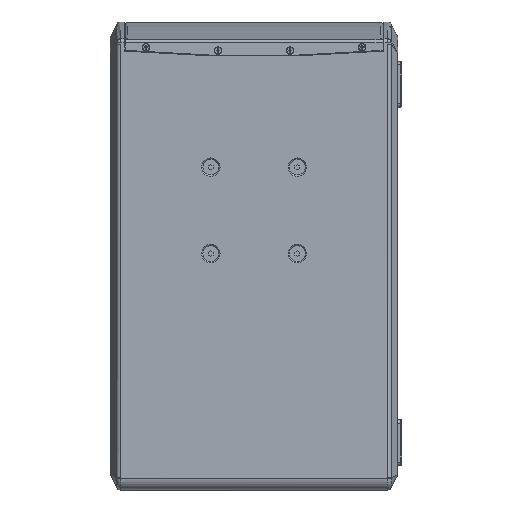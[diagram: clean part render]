
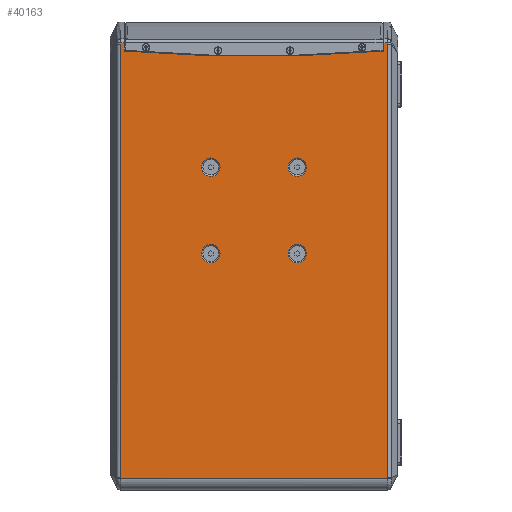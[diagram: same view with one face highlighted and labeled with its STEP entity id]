
A CAD part, left-side view. The second image highlights one B-rep face of the part: STEP entity #40163.
In plain terms, the highlighted planar face has unit normal (-1, 0, 0).
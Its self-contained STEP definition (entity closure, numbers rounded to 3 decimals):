
#695=FACE_BOUND('',#6870,.T.);
#696=FACE_BOUND('',#6871,.T.);
#697=FACE_BOUND('',#6872,.T.);
#698=FACE_BOUND('',#6873,.T.);
#2001=PLANE('',#43571);
#4444=FACE_OUTER_BOUND('',#6869,.T.);
#6869=EDGE_LOOP('',(#35264,#35265,#35266,#35267,#35268,#35269,#35270,#35271,
#35272,#35273,#35274,#35275));
#6870=EDGE_LOOP('',(#35276));
#6871=EDGE_LOOP('',(#35277));
#6872=EDGE_LOOP('',(#35278));
#6873=EDGE_LOOP('',(#35279));
#7944=B_SPLINE_CURVE_WITH_KNOTS('',3,(#70994,#70995,#70996,#70997,#70998,
#70999,#71000,#71001,#71002,#71003,#71004,#71005,#71006,#71007),
 .UNSPECIFIED.,.F.,.F.,(4,2,2,2,2,2,4),(0.089,0.129,
0.169,0.241,0.307,0.307,
0.307),.UNSPECIFIED.);
#7945=B_SPLINE_CURVE_WITH_KNOTS('',3,(#71011,#71012,#71013,#71014),
 .UNSPECIFIED.,.F.,.F.,(4,4),(-0.3,-0.216),
 .UNSPECIFIED.);
#7946=B_SPLINE_CURVE_WITH_KNOTS('',3,(#71018,#71019,#71020,#71021),
 .UNSPECIFIED.,.F.,.F.,(4,4),(-0.084,0.),.UNSPECIFIED.);
#7947=B_SPLINE_CURVE_WITH_KNOTS('',3,(#71025,#71026,#71027,#71028,#71029,
#71030,#71031,#71032,#71033,#71034,#71035,#71036,#71037,#71038),
 .UNSPECIFIED.,.F.,.F.,(4,2,2,2,2,2,4),(0.271,0.271,
0.271,0.337,0.409,0.448,0.488),
 .UNSPECIFIED.);
#8237=LINE('',#56656,#11742);
#8243=LINE('',#56680,#11748);
#10804=LINE('',#70992,#14309);
#10805=LINE('',#71009,#14310);
#10806=LINE('',#71016,#14311);
#10807=LINE('',#71023,#14312);
#10808=LINE('',#71039,#14313);
#11742=VECTOR('',#44842,10.);
#11748=VECTOR('',#44862,10.);
#14309=VECTOR('',#52739,10.);
#14310=VECTOR('',#52740,10.);
#14311=VECTOR('',#52741,10.);
#14312=VECTOR('',#52742,10.);
#14313=VECTOR('',#52743,10.);
#16195=CIRCLE('',#43552,11.75);
#16196=CIRCLE('',#43554,11.75);
#16197=CIRCLE('',#43556,11.75);
#16198=CIRCLE('',#43558,11.75);
#16203=CIRCLE('',#43568,2000.);
#16690=VERTEX_POINT('',#56653);
#16691=VERTEX_POINT('',#56655);
#16701=VERTEX_POINT('',#56677);
#16702=VERTEX_POINT('',#56679);
#19493=VERTEX_POINT('',#70955);
#19494=VERTEX_POINT('',#70959);
#19495=VERTEX_POINT('',#70963);
#19496=VERTEX_POINT('',#70967);
#19501=VERTEX_POINT('',#70991);
#19502=VERTEX_POINT('',#70993);
#19503=VERTEX_POINT('',#71008);
#19504=VERTEX_POINT('',#71010);
#19505=VERTEX_POINT('',#71015);
#19506=VERTEX_POINT('',#71017);
#19507=VERTEX_POINT('',#71022);
#19508=VERTEX_POINT('',#71024);
#20624=EDGE_CURVE('',#16691,#16690,#8237,.T.);
#20636=EDGE_CURVE('',#16702,#16701,#8243,.T.);
#24922=EDGE_CURVE('',#19493,#19493,#16195,.T.);
#24924=EDGE_CURVE('',#19494,#19494,#16196,.T.);
#24926=EDGE_CURVE('',#19495,#19495,#16197,.T.);
#24928=EDGE_CURVE('',#19496,#19496,#16198,.T.);
#24938=EDGE_CURVE('',#16690,#16702,#16203,.T.);
#24940=EDGE_CURVE('',#19501,#16701,#10804,.T.);
#24941=EDGE_CURVE('',#19502,#19501,#7944,.T.);
#24942=EDGE_CURVE('',#19503,#19502,#10805,.T.);
#24943=EDGE_CURVE('',#19504,#19503,#7945,.T.);
#24944=EDGE_CURVE('',#19505,#19504,#10806,.T.);
#24945=EDGE_CURVE('',#19506,#19505,#7946,.T.);
#24946=EDGE_CURVE('',#19507,#19506,#10807,.T.);
#24947=EDGE_CURVE('',#19508,#19507,#7947,.T.);
#24948=EDGE_CURVE('',#16691,#19508,#10808,.T.);
#35264=ORIENTED_EDGE('',*,*,#20624,.T.);
#35265=ORIENTED_EDGE('',*,*,#24938,.T.);
#35266=ORIENTED_EDGE('',*,*,#20636,.T.);
#35267=ORIENTED_EDGE('',*,*,#24940,.F.);
#35268=ORIENTED_EDGE('',*,*,#24941,.F.);
#35269=ORIENTED_EDGE('',*,*,#24942,.F.);
#35270=ORIENTED_EDGE('',*,*,#24943,.F.);
#35271=ORIENTED_EDGE('',*,*,#24944,.F.);
#35272=ORIENTED_EDGE('',*,*,#24945,.F.);
#35273=ORIENTED_EDGE('',*,*,#24946,.F.);
#35274=ORIENTED_EDGE('',*,*,#24947,.F.);
#35275=ORIENTED_EDGE('',*,*,#24948,.F.);
#35276=ORIENTED_EDGE('',*,*,#24922,.T.);
#35277=ORIENTED_EDGE('',*,*,#24924,.T.);
#35278=ORIENTED_EDGE('',*,*,#24926,.T.);
#35279=ORIENTED_EDGE('',*,*,#24928,.T.);
#40163=ADVANCED_FACE('',(#4444,#695,#696,#697,#698),#2001,.T.);
#43552=AXIS2_PLACEMENT_3D('',#70956,#52691,#52692);
#43554=AXIS2_PLACEMENT_3D('',#70960,#52696,#52697);
#43556=AXIS2_PLACEMENT_3D('',#70964,#52701,#52702);
#43558=AXIS2_PLACEMENT_3D('',#70968,#52706,#52707);
#43568=AXIS2_PLACEMENT_3D('',#70987,#52731,#52732);
#43571=AXIS2_PLACEMENT_3D('',#70990,#52737,#52738);
#44842=DIRECTION('',(0.,0.,-1.));
#44862=DIRECTION('',(0.,0.,1.));
#52691=DIRECTION('center_axis',(1.,0.,0.));
#52692=DIRECTION('ref_axis',(0.,0.,-1.));
#52696=DIRECTION('center_axis',(1.,0.,0.));
#52697=DIRECTION('ref_axis',(0.,0.,-1.));
#52701=DIRECTION('center_axis',(1.,0.,0.));
#52702=DIRECTION('ref_axis',(0.,0.,-1.));
#52706=DIRECTION('center_axis',(1.,0.,0.));
#52707=DIRECTION('ref_axis',(0.,0.,-1.));
#52731=DIRECTION('center_axis',(1.,0.,0.));
#52732=DIRECTION('ref_axis',(0.,-0.083,-0.997));
#52737=DIRECTION('center_axis',(-1.,0.,0.));
#52738=DIRECTION('ref_axis',(0.,-1.,0.));
#52739=DIRECTION('',(0.,-1.,0.));
#52740=DIRECTION('',(0.,0.,1.));
#52741=DIRECTION('',(0.,1.,0.));
#52742=DIRECTION('',(0.,0.,-1.));
#52743=DIRECTION('',(0.,-1.,0.));
#56653=CARTESIAN_POINT('',(-304.,-165.,260.5));
#56655=CARTESIAN_POINT('',(-304.,-165.,271.17));
#56656=CARTESIAN_POINT('',(-304.,-165.,148.75));
#56677=CARTESIAN_POINT('',(-304.,165.,271.17));
#56679=CARTESIAN_POINT('',(-304.,165.,260.5));
#56680=CARTESIAN_POINT('',(-304.,165.,148.75));
#70955=CARTESIAN_POINT('',(-304.,-55.,124.75));
#70956=CARTESIAN_POINT('Origin',(-304.,-55.,113.));
#70959=CARTESIAN_POINT('',(-304.,55.,124.75));
#70960=CARTESIAN_POINT('Origin',(-304.,55.,113.));
#70963=CARTESIAN_POINT('',(-304.,55.,14.75));
#70964=CARTESIAN_POINT('Origin',(-304.,55.,3.));
#70967=CARTESIAN_POINT('',(-304.,-55.,14.75));
#70968=CARTESIAN_POINT('Origin',(-304.,-55.,3.));
#70987=CARTESIAN_POINT('Origin',(-304.,0.,2253.682));
#70990=CARTESIAN_POINT('Origin',(-304.,183.,0.));
#70991=CARTESIAN_POINT('',(-304.,169.563,271.17));
#70992=CARTESIAN_POINT('',(-304.,183.,271.17));
#70993=CARTESIAN_POINT('',(-304.,169.91,269.021));
#70994=CARTESIAN_POINT('Ctrl Pts',(-304.,169.91,269.021));
#70995=CARTESIAN_POINT('Ctrl Pts',(-304.,169.894,269.154));
#70996=CARTESIAN_POINT('Ctrl Pts',(-304.,169.878,269.287));
#70997=CARTESIAN_POINT('Ctrl Pts',(-304.,169.845,269.55));
#70998=CARTESIAN_POINT('Ctrl Pts',(-304.,169.828,269.68));
#70999=CARTESIAN_POINT('Ctrl Pts',(-304.,169.776,270.047));
#71000=CARTESIAN_POINT('Ctrl Pts',(-304.,169.739,270.284));
#71001=CARTESIAN_POINT('Ctrl Pts',(-304.,169.657,270.737));
#71002=CARTESIAN_POINT('Ctrl Pts',(-304.,169.613,270.953));
#71003=CARTESIAN_POINT('Ctrl Pts',(-304.,169.563,271.168));
#71004=CARTESIAN_POINT('Ctrl Pts',(-304.,169.563,271.169));
#71005=CARTESIAN_POINT('Ctrl Pts',(-304.,169.563,271.17));
#71006=CARTESIAN_POINT('Ctrl Pts',(-304.,169.563,271.17));
#71007=CARTESIAN_POINT('Ctrl Pts',(-304.,169.563,271.17));
#71008=CARTESIAN_POINT('',(-304.,169.91,-281.66));
#71009=CARTESIAN_POINT('',(-304.,169.91,135.585));
#71010=CARTESIAN_POINT('',(-304.,169.853,-282.5));
#71011=CARTESIAN_POINT('Ctrl Pts',(-304.,169.853,-282.5));
#71012=CARTESIAN_POINT('Ctrl Pts',(-304.,169.874,-282.22));
#71013=CARTESIAN_POINT('Ctrl Pts',(-304.,169.892,-281.94));
#71014=CARTESIAN_POINT('Ctrl Pts',(-304.,169.91,-281.66));
#71015=CARTESIAN_POINT('',(-304.,-169.854,-282.5));
#71016=CARTESIAN_POINT('',(-304.,91.5,-282.5));
#71017=CARTESIAN_POINT('',(-304.,-169.91,-281.661));
#71018=CARTESIAN_POINT('Ctrl Pts',(-304.,-169.91,-281.661));
#71019=CARTESIAN_POINT('Ctrl Pts',(-304.,-169.892,-281.941));
#71020=CARTESIAN_POINT('Ctrl Pts',(-304.,-169.874,-282.22));
#71021=CARTESIAN_POINT('Ctrl Pts',(-304.,-169.854,-282.5));
#71022=CARTESIAN_POINT('',(-304.,-169.91,269.022));
#71023=CARTESIAN_POINT('',(-304.,-169.91,135.585));
#71024=CARTESIAN_POINT('',(-304.,-169.563,271.17));
#71025=CARTESIAN_POINT('Ctrl Pts',(-304.,-169.563,271.17));
#71026=CARTESIAN_POINT('Ctrl Pts',(-304.,-169.563,271.17));
#71027=CARTESIAN_POINT('Ctrl Pts',(-304.,-169.563,271.17));
#71028=CARTESIAN_POINT('Ctrl Pts',(-304.,-169.563,271.169));
#71029=CARTESIAN_POINT('Ctrl Pts',(-304.,-169.563,271.168));
#71030=CARTESIAN_POINT('Ctrl Pts',(-304.,-169.613,
270.953));
#71031=CARTESIAN_POINT('Ctrl Pts',(-304.,-169.657,270.737));
#71032=CARTESIAN_POINT('Ctrl Pts',(-304.,-169.739,270.284));
#71033=CARTESIAN_POINT('Ctrl Pts',(-304.,-169.776,270.047));
#71034=CARTESIAN_POINT('Ctrl Pts',(-304.,-169.828,269.68));
#71035=CARTESIAN_POINT('Ctrl Pts',(-304.,-169.845,269.55));
#71036=CARTESIAN_POINT('Ctrl Pts',(-304.,-169.879,269.287));
#71037=CARTESIAN_POINT('Ctrl Pts',(-304.,-169.894,269.155));
#71038=CARTESIAN_POINT('Ctrl Pts',(-304.,-169.91,269.022));
#71039=CARTESIAN_POINT('',(-304.,183.,271.17));
